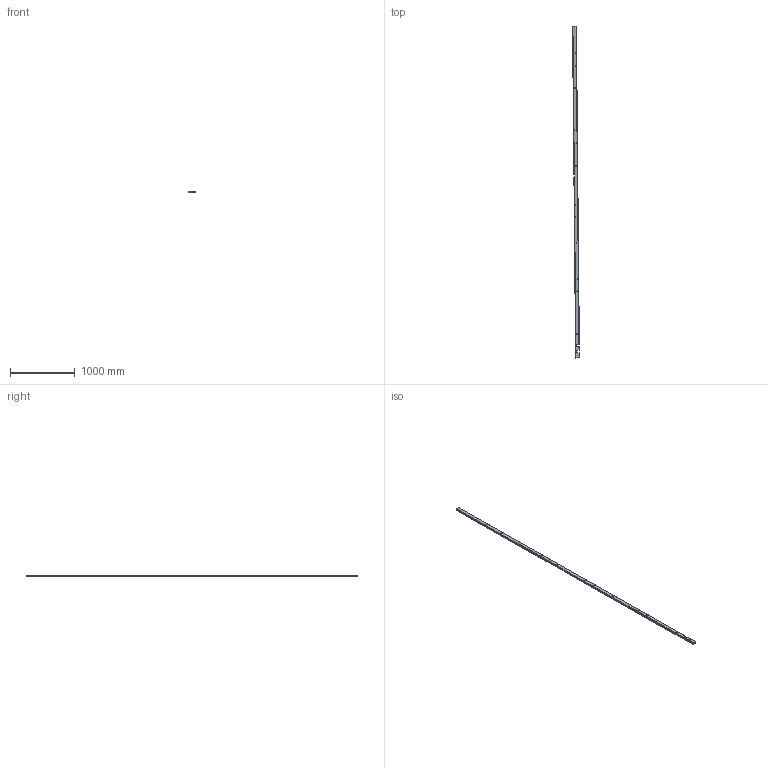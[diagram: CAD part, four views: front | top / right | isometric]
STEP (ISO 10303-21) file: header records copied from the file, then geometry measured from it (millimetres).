
FILE_DESCRIPTION (( 'STEP AP214' ), '1' );
FILE_NAME ('Kitchen 30x60.01.01.001.step', '2020-08-27T11:45:09', ( 'DM' ), ( '' ), 'SwSTEP 2.0', 'SolidWorks 2020', '' );
FILE_SCHEMA (( 'AUTOMOTIVE_DESIGN' ));
Length unit declared in the file: millimetre
Products named in the file (1): Kitchen 30x60.01.01.001
Bounding box: 107.33 x 5128.34 x 30 mm (x, y, z)
Volume: 2408417.7 mm3; surface area: 1617112.1 mm2
Topology: 1 solids, 1 shells, 315 faces, 1205 edges, 758 vertices
Faces by surface type: cylinder 157, cone 72, plane 56, bspline 30
Entity records: 14147 total; most frequent: CARTESIAN_POINT 4093, ORIENTED_EDGE 2282, DIRECTION 2055, EDGE_CURVE 1141, AXIS2_PLACEMENT_3D 760, VERTEX_POINT 726, LINE 535, VECTOR 535
